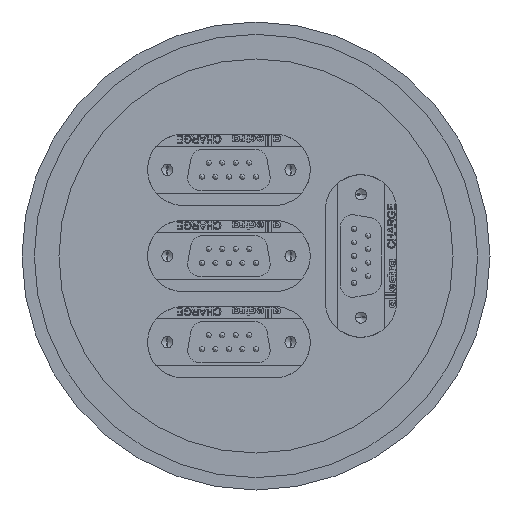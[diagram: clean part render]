
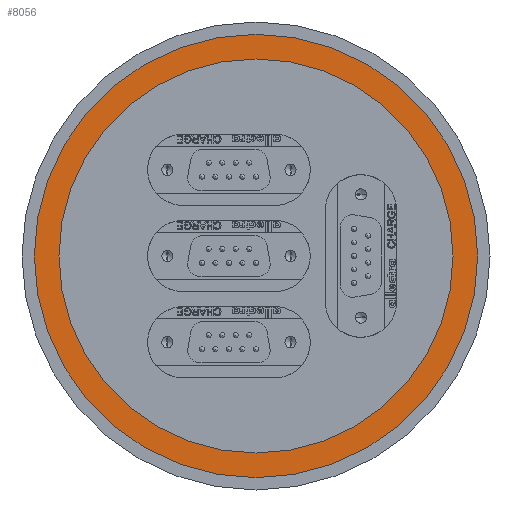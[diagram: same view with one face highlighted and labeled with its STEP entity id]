
A CAD part, front view. The second image highlights one B-rep face of the part: STEP entity #8056.
In plain terms, the highlighted planar face has unit normal (0, -1, 0).
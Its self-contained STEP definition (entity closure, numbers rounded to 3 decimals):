
#221 = CIRCLE ( 'NONE', #6321, 40. ) ;
#670 = VERTEX_POINT ( 'NONE', #2209 ) ;
#746 = AXIS2_PLACEMENT_3D ( 'NONE', #6307, #4558, #5489 ) ;
#1069 = VERTEX_POINT ( 'NONE', #1848 ) ;
#1399 = CARTESIAN_POINT ( 'NONE',  ( 0., -7.5, 0. ) ) ;
#1785 = ORIENTED_EDGE ( 'NONE', *, *, #7560, .T. ) ;
#1841 = ORIENTED_EDGE ( 'NONE', *, *, #9215, .F. ) ;
#1848 = CARTESIAN_POINT ( 'NONE',  ( 0., -7.5, 40. ) ) ;
#2129 = DIRECTION ( 'NONE',  ( 0., -1., 0. ) ) ;
#2209 = CARTESIAN_POINT ( 'NONE',  ( 0., -7.5, 45. ) ) ;
#2692 = CARTESIAN_POINT ( 'NONE',  ( 0., -7.5, -45. ) ) ;
#2996 = PLANE ( 'NONE',  #746 ) ;
#3057 = CARTESIAN_POINT ( 'NONE',  ( 0., -7.5, -40. ) ) ;
#3201 = DIRECTION ( 'NONE',  ( 0., -1., 0. ) ) ;
#3694 = CIRCLE ( 'NONE', #5739, 45. ) ;
#3858 = CARTESIAN_POINT ( 'NONE',  ( 0., -7.5, 0. ) ) ;
#3931 = CIRCLE ( 'NONE', #10402, 40. ) ;
#4084 = EDGE_LOOP ( 'NONE', ( #1841, #6087 ) ) ;
#4558 = DIRECTION ( 'NONE',  ( 0., -1., 0. ) ) ;
#4679 = CIRCLE ( 'NONE', #11147, 45. ) ;
#4681 = FACE_OUTER_BOUND ( 'NONE', #5862, .T. ) ;
#5489 = DIRECTION ( 'NONE',  ( 0., 0., -1. ) ) ;
#5666 = FACE_BOUND ( 'NONE', #4084, .T. ) ;
#5739 = AXIS2_PLACEMENT_3D ( 'NONE', #1399, #3201, #6737 ) ;
#5862 = EDGE_LOOP ( 'NONE', ( #1785, #10772 ) ) ;
#6087 = ORIENTED_EDGE ( 'NONE', *, *, #10337, .F. ) ;
#6307 = CARTESIAN_POINT ( 'NONE',  ( 0., -7.5, -45. ) ) ;
#6321 = AXIS2_PLACEMENT_3D ( 'NONE', #6482, #2129, #9238 ) ;
#6482 = CARTESIAN_POINT ( 'NONE',  ( 0., -7.5, 0. ) ) ;
#6737 = DIRECTION ( 'NONE',  ( 0., 0., -1. ) ) ;
#6749 = DIRECTION ( 'NONE',  ( 0., -1., 0. ) ) ;
#7539 = CARTESIAN_POINT ( 'NONE',  ( 0., -7.5, 0. ) ) ;
#7560 = EDGE_CURVE ( 'NONE', #8253, #670, #3694, .T. ) ;
#8056 = ADVANCED_FACE ( 'NONE', ( #4681, #5666 ), #2996, .T. ) ;
#8253 = VERTEX_POINT ( 'NONE', #2692 ) ;
#9111 = DIRECTION ( 'NONE',  ( 0., 0., -1. ) ) ;
#9211 = VERTEX_POINT ( 'NONE', #3057 ) ;
#9215 = EDGE_CURVE ( 'NONE', #9211, #1069, #221, .T. ) ;
#9238 = DIRECTION ( 'NONE',  ( 0., 0., -1. ) ) ;
#9335 = DIRECTION ( 'NONE',  ( 0., 0., -1. ) ) ;
#10108 = DIRECTION ( 'NONE',  ( 0., -1., 0. ) ) ;
#10337 = EDGE_CURVE ( 'NONE', #1069, #9211, #3931, .T. ) ;
#10402 = AXIS2_PLACEMENT_3D ( 'NONE', #7539, #6749, #9335 ) ;
#10772 = ORIENTED_EDGE ( 'NONE', *, *, #11269, .T. ) ;
#11147 = AXIS2_PLACEMENT_3D ( 'NONE', #3858, #10108, #9111 ) ;
#11269 = EDGE_CURVE ( 'NONE', #670, #8253, #4679, .T. ) ;
